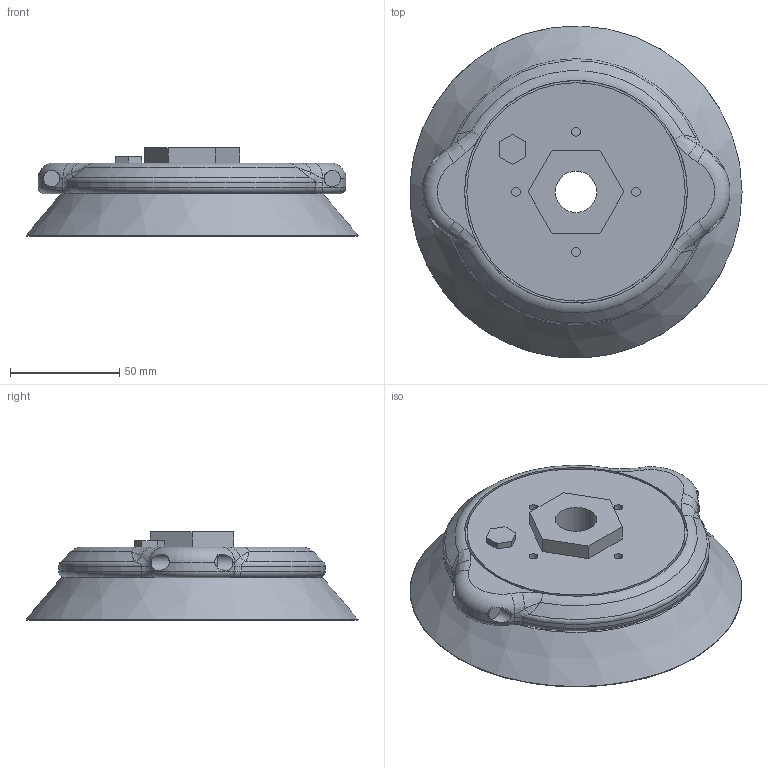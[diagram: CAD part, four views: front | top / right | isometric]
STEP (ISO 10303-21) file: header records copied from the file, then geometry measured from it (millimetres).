
FILE_DESCRIPTION( ( '' ), '1' );
FILE_NAME( '0106458.stp', '2003-11-18T11:13:27', ( 'Andreas Norlén' ), ( 'PIAB AB' ), 'XStep 1.0', 'Solid Edge V14', ' ' );
FILE_SCHEMA( ( 'CONFIG_CONTROL_DESIGN' ) );
Length unit declared in the file: millimetre
Products named in the file (1): F150
Bounding box: 152 x 152 x 40.4 mm (x, y, z)
Volume: 328086.5 mm3; surface area: 57774.5 mm2
Topology: 1 solids, 6 shells, 120 faces, 249 edges, 153 vertices
Faces by surface type: plane 46, cylinder 35, torus 16, bspline 16, cone 7
Full cylindrical faces by diameter (mm): 4 x4, 4.95 x2, 5 x4, 7.5 x2, 8.7 x1, 19 x1, 25 x1, 28 x1, 30 x1, 35.042 x1, 89 x1, 91 x1, 100 x1, 102 x1, 152 x1
Entity records: 5121 total; most frequent: CARTESIAN_POINT 2725, DIRECTION 502, ORIENTED_EDGE 424, AXIS2_PLACEMENT_3D 229, EDGE_CURVE 212, EDGE_LOOP 172, VERTEX_POINT 146, FACE_OUTER_BOUND 145
